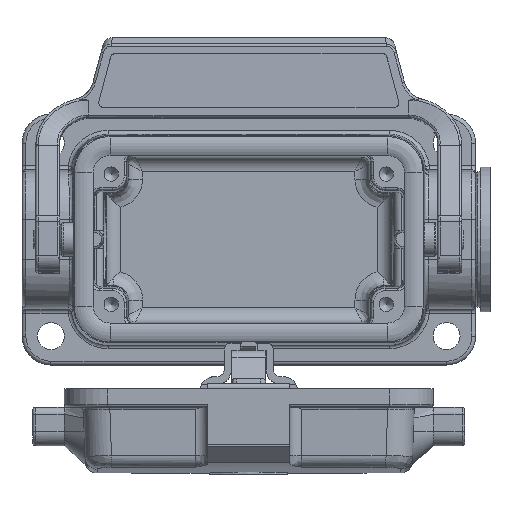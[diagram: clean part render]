
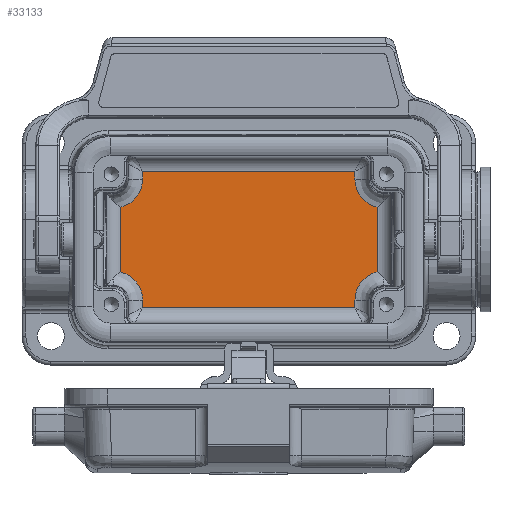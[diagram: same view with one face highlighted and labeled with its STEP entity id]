
A CAD part, top view. The second image highlights one B-rep face of the part: STEP entity #33133.
In plain terms, the highlighted planar face has unit normal (0, 0, 1).
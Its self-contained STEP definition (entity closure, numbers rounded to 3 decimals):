
#26895=CARTESIAN_POINT('',(26.586,6.704,-38.25));
#26896=VERTEX_POINT('',#26895);
#26908=CARTESIAN_POINT('',(26.586,-6.704,-38.25));
#26909=VERTEX_POINT('',#26908);
#26910=CARTESIAN_POINT('',(26.586,-6.704,-38.25));
#26911=DIRECTION('',(0.0,1.0,0.0));
#26912=VECTOR('',#26911,13.409);
#26913=LINE('',#26910,#26912);
#26914=EDGE_CURVE('',#26909,#26896,#26913,.T.);
#27792=CARTESIAN_POINT('',(-26.586,-6.704,-38.25));
#27793=VERTEX_POINT('',#27792);
#27805=CARTESIAN_POINT('',(-26.586,6.704,-38.25));
#27806=VERTEX_POINT('',#27805);
#27807=CARTESIAN_POINT('',(-26.586,6.704,-38.25));
#27808=DIRECTION('',(0.0,-1.0,0.0));
#27809=VECTOR('',#27808,13.409);
#27810=LINE('',#27807,#27809);
#27811=EDGE_CURVE('',#27806,#27793,#27810,.T.);
#32579=CARTESIAN_POINT('',(-22.005,12.533,-38.25));
#32580=VERTEX_POINT('',#32579);
#32581=CARTESIAN_POINT('',(-28.006,12.535,-38.25));
#32582=DIRECTION('',(0.0,0.0,-1.0));
#32583=DIRECTION('',(-0.707,0.707,0.0));
#32584=AXIS2_PLACEMENT_3D('',#32581,#32582,#32583);
#32585=ELLIPSE('',#32584,6.002,6.0);
#32586=EDGE_CURVE('',#32580,#27806,#32585,.T.);
#32644=CARTESIAN_POINT('',(22.005,12.533,-38.25));
#32645=VERTEX_POINT('',#32644);
#32653=CARTESIAN_POINT('',(28.006,12.535,-38.25));
#32654=DIRECTION('',(0.0,0.0,-1.0));
#32655=DIRECTION('',(0.707,0.707,0.0));
#32656=AXIS2_PLACEMENT_3D('',#32653,#32654,#32655);
#32657=ELLIPSE('',#32656,6.002,6.0);
#32658=EDGE_CURVE('',#26896,#32645,#32657,.T.);
#32702=CARTESIAN_POINT('',(22.005,-12.533,-38.25));
#32703=VERTEX_POINT('',#32702);
#32720=CARTESIAN_POINT('',(28.006,-12.535,-38.25));
#32721=DIRECTION('',(0.0,0.0,-1.0));
#32722=DIRECTION('',(-0.707,0.707,0.0));
#32723=AXIS2_PLACEMENT_3D('',#32720,#32721,#32722);
#32724=ELLIPSE('',#32723,6.002,6.0);
#32725=EDGE_CURVE('',#32703,#26909,#32724,.T.);
#32776=CARTESIAN_POINT('',(-22.005,-12.533,-38.25));
#32777=VERTEX_POINT('',#32776);
#32785=CARTESIAN_POINT('',(-28.006,-12.535,-38.25));
#32786=DIRECTION('',(0.0,0.0,-1.0));
#32787=DIRECTION('',(0.707,0.707,0.0));
#32788=AXIS2_PLACEMENT_3D('',#32785,#32786,#32787);
#32789=ELLIPSE('',#32788,6.002,6.0);
#32790=EDGE_CURVE('',#27793,#32777,#32789,.T.);
#32893=CARTESIAN_POINT('',(22.005,14.132,-38.25));
#32894=VERTEX_POINT('',#32893);
#32961=CARTESIAN_POINT('',(-22.005,14.132,-38.25));
#32962=VERTEX_POINT('',#32961);
#33001=CARTESIAN_POINT('',(-22.005,14.132,-38.25));
#33002=DIRECTION('',(0.0,-1.0,0.0));
#33003=VECTOR('',#33002,1.599);
#33004=LINE('',#33001,#33003);
#33005=EDGE_CURVE('',#32962,#32580,#33004,.T.);
#33017=CARTESIAN_POINT('',(22.005,12.533,-38.25));
#33018=DIRECTION('',(0.0,1.0,0.0));
#33019=VECTOR('',#33018,1.599);
#33020=LINE('',#33017,#33019);
#33021=EDGE_CURVE('',#32645,#32894,#33020,.T.);
#33090=CARTESIAN_POINT('',(24.953,-17.75,-38.25));
#33091=DIRECTION('',(0.0,0.0,-1.0));
#33092=DIRECTION('',(-1.0,0.0,0.0));
#33093=AXIS2_PLACEMENT_3D('',#33090,#33091,#33092);
#33094=PLANE('',#33093);
#33095=ORIENTED_EDGE('',*,*,#32790,.T.);
#33096=CARTESIAN_POINT('',(-22.005,-14.132,-38.25));
#33097=VERTEX_POINT('',#33096);
#33098=CARTESIAN_POINT('',(-22.005,-12.533,-38.25));
#33099=DIRECTION('',(0.0,-1.0,0.0));
#33100=VECTOR('',#33099,1.599);
#33101=LINE('',#33098,#33100);
#33102=EDGE_CURVE('',#32777,#33097,#33101,.T.);
#33103=ORIENTED_EDGE('',*,*,#33102,.T.);
#33104=CARTESIAN_POINT('',(22.005,-14.132,-38.25));
#33105=VERTEX_POINT('',#33104);
#33106=CARTESIAN_POINT('',(-22.005,-14.132,-38.25));
#33107=DIRECTION('',(1.0,0.0,0.0));
#33108=VECTOR('',#33107,44.01);
#33109=LINE('',#33106,#33108);
#33110=EDGE_CURVE('',#33097,#33105,#33109,.T.);
#33111=ORIENTED_EDGE('',*,*,#33110,.T.);
#33112=CARTESIAN_POINT('',(22.005,-14.132,-38.25));
#33113=DIRECTION('',(0.0,1.0,0.0));
#33114=VECTOR('',#33113,1.599);
#33115=LINE('',#33112,#33114);
#33116=EDGE_CURVE('',#33105,#32703,#33115,.T.);
#33117=ORIENTED_EDGE('',*,*,#33116,.T.);
#33118=ORIENTED_EDGE('',*,*,#32725,.T.);
#33119=ORIENTED_EDGE('',*,*,#26914,.T.);
#33120=ORIENTED_EDGE('',*,*,#32658,.T.);
#33121=ORIENTED_EDGE('',*,*,#33021,.T.);
#33122=CARTESIAN_POINT('',(22.005,14.132,-38.25));
#33123=DIRECTION('',(-1.0,0.0,0.0));
#33124=VECTOR('',#33123,44.01);
#33125=LINE('',#33122,#33124);
#33126=EDGE_CURVE('',#32894,#32962,#33125,.T.);
#33127=ORIENTED_EDGE('',*,*,#33126,.T.);
#33128=ORIENTED_EDGE('',*,*,#33005,.T.);
#33129=ORIENTED_EDGE('',*,*,#32586,.T.);
#33130=ORIENTED_EDGE('',*,*,#27811,.T.);
#33131=EDGE_LOOP('',(#33095,#33103,#33111,#33117,#33118,#33119,#33120,#33121,#33127,#33128,#33129,#33130));
#33132=FACE_OUTER_BOUND('',#33131,.T.);
#33133=ADVANCED_FACE('',(#33132),#33094,.F.);
